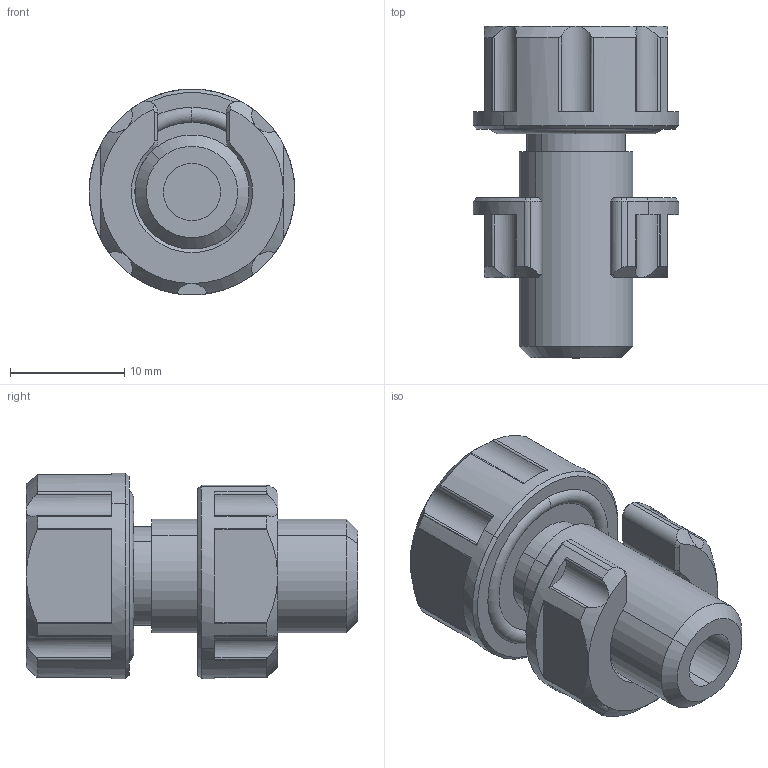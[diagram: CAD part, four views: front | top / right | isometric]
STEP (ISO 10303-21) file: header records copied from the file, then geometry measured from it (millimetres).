
FILE_DESCRIPTION (( 'STEP AP203' ), '1' );
FILE_NAME ('13020201-0010.STEP', '2023-10-04T06:23:03', ( '' ), ( '' ), 'SwSTEP 2.0', 'SolidWorks 2022', '' );
FILE_SCHEMA (( 'CONFIG_CONTROL_DESIGN' ));
Length unit declared in the file: millimetre
Products named in the file (1): 13020201-0010
Bounding box: 18 x 29 x 17.97 mm (x, y, z)
Volume: 4091.6 mm3; surface area: 2844.9 mm2
Topology: 2 solids, 2 shells, 151 faces, 387 edges, 245 vertices
Faces by surface type: cylinder 71, plane 40, cone 38, torus 2
Entity records: 5026 total; most frequent: CARTESIAN_POINT 1306, ORIENTED_EDGE 774, DIRECTION 773, EDGE_CURVE 387, AXIS2_PLACEMENT_3D 316, VERTEX_POINT 245, CIRCLE 164, EDGE_LOOP 156
